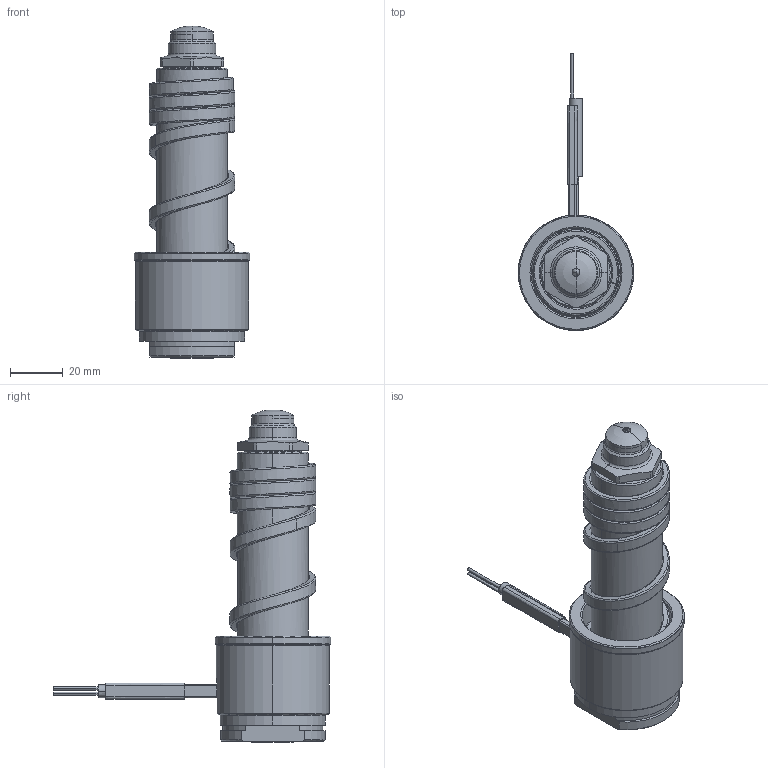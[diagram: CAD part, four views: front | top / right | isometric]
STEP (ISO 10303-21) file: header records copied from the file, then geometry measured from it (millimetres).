
FILE_DESCRIPTION((''),'2;1');
FILE_NAME('EL-126-BEU-R','2014-02-28T',('Íàòàëüÿ'),('IMID'),'PRO/ENGINEER BY PARAMETRIC TECHNOLOGY CORPORATION, 2010180','PRO/ENGINEER BY PARAMETRIC TECHNOLOGY CORPORATION, 2010180','');
FILE_SCHEMA(('CONFIG_CONTROL_DESIGN'));
Length unit declared in the file: millimetre
Products named in the file (1): EL-126-BEU-R
Bounding box: 44 x 105.5 x 126.3 mm (x, y, z)
Volume: 92614.9 mm3; surface area: 36399.8 mm2
Topology: 1 solids, 9 shells, 334 faces, 844 edges, 509 vertices
Faces by surface type: cylinder 105, bspline 62, cone 62, plane 53, torus 31, revolution 9, extrusion 8, sphere 4
Entity records: 17640 total; most frequent: CARTESIAN_POINT 10002, ORIENTED_EDGE 1648, DIRECTION 1476, EDGE_CURVE 836, AXIS2_PLACEMENT_3D 590, VERTEX_POINT 509, EDGE_LOOP 357, FACE_OUTER_BOUND 334
